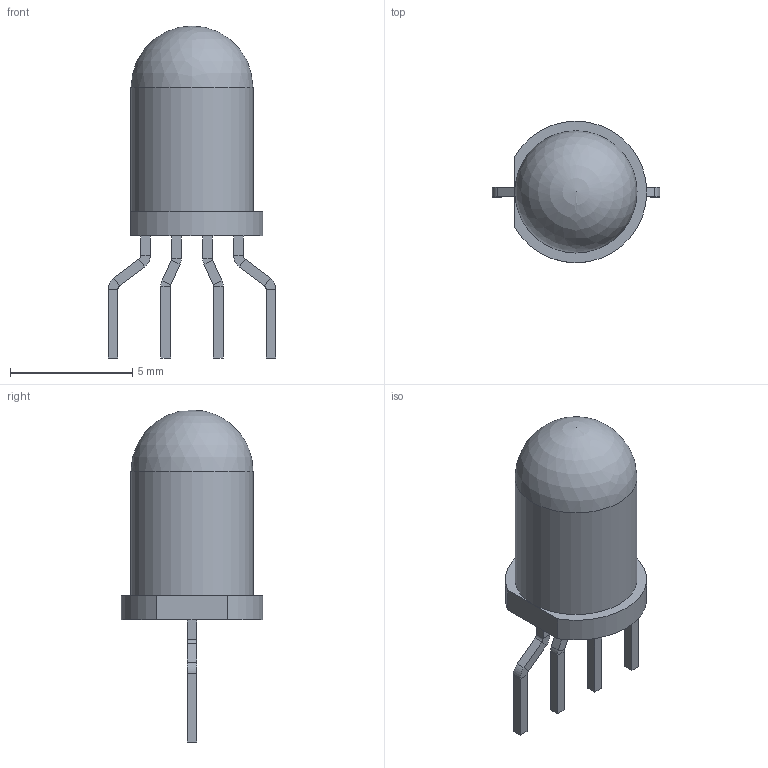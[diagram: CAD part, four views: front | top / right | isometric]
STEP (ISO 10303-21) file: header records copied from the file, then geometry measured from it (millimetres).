
FILE_DESCRIPTION(('FreeCAD Model'),'2;1');
FILE_NAME('Open CASCADE Shape Model','2024-05-22T22:16:32',( 'kicad StepUp'),('ksu MCAD'),'Open CASCADE STEP processor 7.7', 'FreeCAD','Unknown');
FILE_SCHEMA(('AUTOMOTIVE_DESIGN { 1 0 10303 214 1 1 1 1 }'));
Length unit declared in the file: millimetre
Products named in the file (1): LED_D5.0mm-4_RGB_Wide_Pins
Bounding box: 6.88 x 5.8 x 13.6 mm (x, y, z)
Volume: 161.9 mm3; surface area: 204.7 mm2
Topology: 5 solids, 5 shells, 94 faces, 188 edges, 104 vertices
Faces by surface type: plane 75, cylinder 18, sphere 1
Full cylindrical faces by diameter (mm): 5 x1
Entity records: 3055 total; most frequent: DIRECTION 415, CARTESIAN_POINT 386, ORIENTED_EDGE 374, EDGE_CURVE 187, LINE 149, VECTOR 149, AXIS2_PLACEMENT_3D 133, VERTEX_POINT 104
